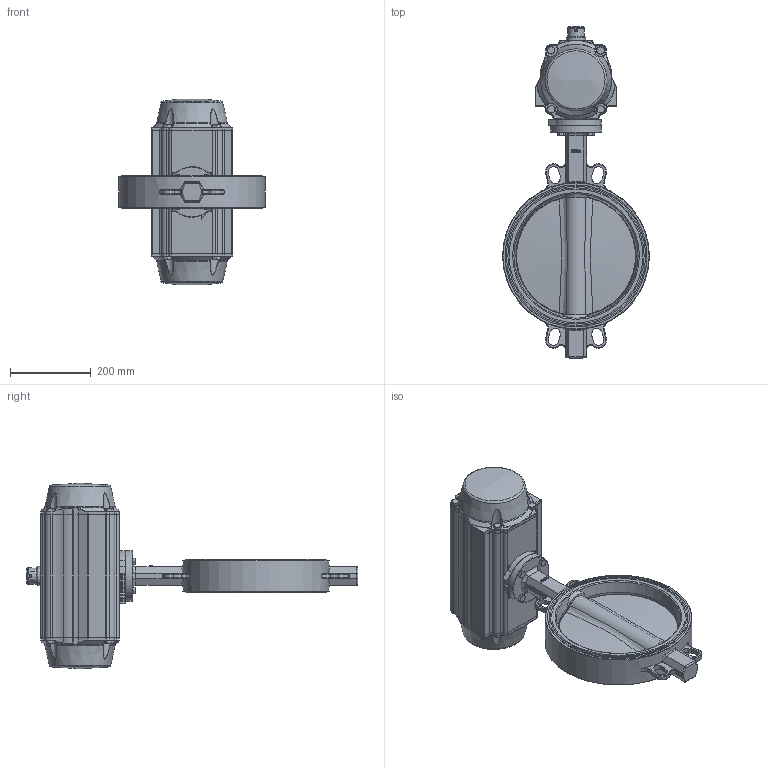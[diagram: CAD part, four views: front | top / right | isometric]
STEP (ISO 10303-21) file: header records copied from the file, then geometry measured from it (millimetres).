
FILE_DESCRIPTION(/* description */ ('Unknown','CAx-IF Rec.Pracs.---Representation and Presentation of Product Manufacturing Information (PMI)---4.0---2014-10-13','CAx-IF Rec.Pracs.---3D Tessellated Geometry---0.4---2014-09-14','2;1'),/* implementation_level */ '2;1');
FILE_NAME(/* name */ 'DW08 5100_5110_5120-17',/* time_stamp */ '2023-11-27T12:54:22+01:00',/* author */ ('Unknown'),/* organization */ ('Unknown'),/* preprocessor_version */ 'ST-DEVELOPER v18.102',/* originating_system */ 'Solid Edge',/* authorisation */ 'Unknown');
FILE_SCHEMA (('AP242_MANAGED_MODEL_BASED_3D_ENGINEERING_MIM_LF { 1 0 10303 442 1 1 4 }'));
Products named in the file (18): DW682-5.100_110_120.300; WAFER-DN300; DN300概极; seat; disc; shaft1; shaft2; bushing1; Rasterscheibe DN300; DIN 933 M10x45 A2-70 BLK_EDST; DW08_FR07_(DW682_FR500); ____; ________(___________; _____________; ______; hexagon head bolts--product grade c gb_GB_FASTENER_BOLT_HHBC M12X55-N; cup head nib bolts with large head gb_GB_FASTENER_BOLT_CHNBW M6X25-N; KP-160
Assembly tree (30 placements, depth 4):
  DW682-5.100_110_120.300
    WAFER-DN300
      DN300概极
      seat
      disc
      shaft1
      shaft2
      bushing1  x2
    Rasterscheibe DN300
    DIN 933 M10x45 A2-70 BLK_EDST  x4
    DW08_FR07_(DW682_FR500)
      ____
        ________(___________  x2
        _____________  x2
        ______
      hexagon head bolts--product grade c gb_GB_FASTENER_BOLT_HHBC M12X55-N  x8
      cup head nib bolts with large head gb_GB_FASTENER_BOLT_CHNBW M6X25-N
      KP-160
Bounding box: 364 x 823.12 x 459.98 mm (x, y, z)
Volume: 18276063.2 mm3; surface area: 1335947.3 mm2
Topology: 27 solids, 27 shells, 1902 faces, 4599 edges, 2798 vertices
Faces by surface type: plane 633, cylinder 494, bspline 378, torus 199, cone 185, sphere 13
Full cylindrical faces by diameter (mm): 3 x16, 3.3 x8, 4.2 x12, 4.66 x1, 5 x1, 6 x1, 6.2 x1, 6.8 x1, 8.5 x4, 9.663 x8, 10 x4, 10.2 x12, 11.8 x2, 12 x12, 17 x4, 22 x1, 27.5 x1, 31.6 x5, 31.8 x1, 31.9 x2, 38.1 x4, 38.15 x2, 38.5 x1, 39 x1, 43.852 x1, 45 x2, 47.8 x1, 48 x1, 71 x1, 75.015 x2
Entity records: 61041 total; most frequent: CARTESIAN_POINT 26245, ORIENTED_EDGE 7150, DIRECTION 6547, EDGE_CURVE 3575, AXIS2_PLACEMENT_3D 2563, VERTEX_POINT 2320, FACE_BOUND 1893, EDGE_LOOP 1864
